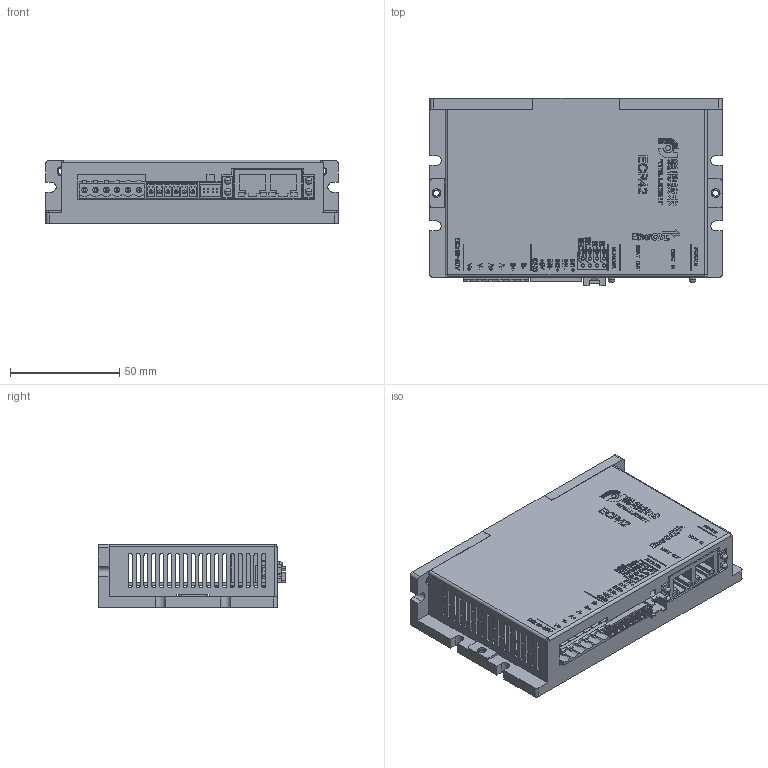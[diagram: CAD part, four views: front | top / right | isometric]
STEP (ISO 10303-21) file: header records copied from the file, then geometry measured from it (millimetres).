
FILE_DESCRIPTION((''),'2;1');
FILE_NAME('RT-ECR42','2025-03-20T15:26:02',('ruiwe'),(''),'CREO PARAMETRIC BY PTC INC, 2021063','CREO PARAMETRIC BY PTC INC, 2021063','');
FILE_SCHEMA(('CONFIG_CONTROL_DESIGN','SHAPE_APPEARANCE_LAYERS_GROUPS'));
Products named in the file (1): RT-ECR42
Bounding box: 134 x 86 x 29.08 mm (x, y, z)
Volume: 106420.2 mm3; surface area: 86101.8 mm2
Topology: 1 solids, 315 shells, 1747 faces, 8701 edges, 7306 vertices
Faces by surface type: plane 1131, cylinder 518, bspline 46, cone 36, sphere 12, torus 4
Entity records: 127239 total; most frequent: CARTESIAN_POINT 39051, ORIENTED_EDGE 12790, DIRECTION 10170, EDGE_CURVE 8689, VERTEX_POINT 7306, PRESENTATION_STYLE_ASSIGNMENT 6904, STYLED_ITEM 6904, CURVE_STYLE 5864
